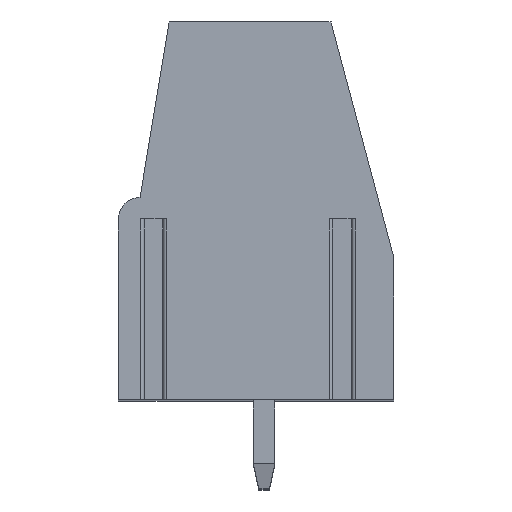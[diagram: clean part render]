
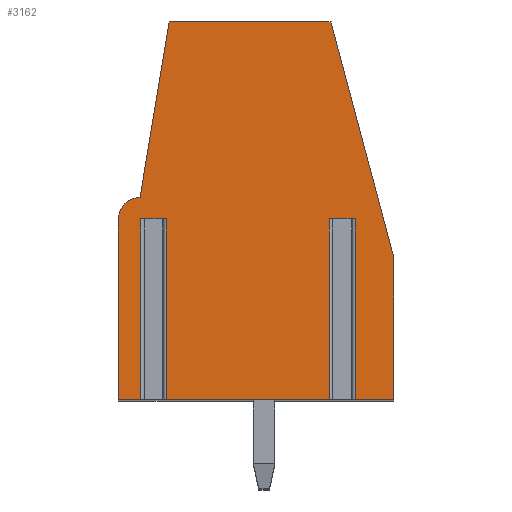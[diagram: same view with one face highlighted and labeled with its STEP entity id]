
A CAD part, top view. The second image highlights one B-rep face of the part: STEP entity #3162.
In plain terms, the highlighted planar face has unit normal (0, 0, 1).
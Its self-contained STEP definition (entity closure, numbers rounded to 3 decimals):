
#35=DIRECTION('',(1.,0.,0.));
#36=VECTOR('',#35,0.958);
#37=CARTESIAN_POINT('',(-3.979,1.095,26.25));
#38=LINE('',#37,#36);
#39=DIRECTION('',(0.,1.,0.));
#40=VECTOR('',#39,6.7);
#41=CARTESIAN_POINT('',(-3.979,-5.605,26.25));
#42=LINE('',#41,#40);
#43=DIRECTION('',(-1.,0.,0.));
#44=VECTOR('',#43,0.821);
#45=CARTESIAN_POINT('',(-3.979,-5.605,26.25));
#46=LINE('',#45,#44);
#47=DIRECTION('',(0.,1.,0.));
#48=VECTOR('',#47,6.7);
#49=CARTESIAN_POINT('',(-4.8,-5.605,26.25));
#50=LINE('',#49,#48);
#51=CARTESIAN_POINT('',(-4.,1.095,26.25));
#52=DIRECTION('',(0.,0.,-1.));
#53=DIRECTION('',(-1.,0.,0.));
#54=AXIS2_PLACEMENT_3D('',#51,#52,#53);
#56=DIRECTION('',(0.164,0.986,0.));
#57=VECTOR('',#56,6.589);
#58=CARTESIAN_POINT('',(-3.999,1.895,26.25));
#59=LINE('',#58,#57);
#60=DIRECTION('',(1.,0.,0.));
#61=VECTOR('',#60,6.);
#62=CARTESIAN_POINT('',(-2.92,8.395,26.25));
#63=LINE('',#62,#61);
#64=DIRECTION('',(0.258,-0.966,0.));
#65=VECTOR('',#64,9.004);
#66=CARTESIAN_POINT('',(3.08,8.395,26.25));
#67=LINE('',#66,#65);
#68=DIRECTION('',(0.,-1.,0.));
#69=VECTOR('',#68,5.3);
#70=CARTESIAN_POINT('',(5.4,-0.305,26.25));
#71=LINE('',#70,#69);
#72=DIRECTION('',(-1.,0.,0.));
#73=VECTOR('',#72,1.421);
#74=CARTESIAN_POINT('',(5.4,-5.605,26.25));
#75=LINE('',#74,#73);
#76=DIRECTION('',(0.,1.,0.));
#77=VECTOR('',#76,6.7);
#78=CARTESIAN_POINT('',(3.979,-5.605,26.25));
#79=LINE('',#78,#77);
#80=DIRECTION('',(1.,0.,0.));
#81=VECTOR('',#80,0.958);
#82=CARTESIAN_POINT('',(3.021,1.095,26.25));
#83=LINE('',#82,#81);
#84=DIRECTION('',(0.,1.,0.));
#85=VECTOR('',#84,6.7);
#86=CARTESIAN_POINT('',(3.021,-5.605,26.25));
#87=LINE('',#86,#85);
#88=DIRECTION('',(-1.,0.,0.));
#89=VECTOR('',#88,6.042);
#90=CARTESIAN_POINT('',(3.021,-5.605,26.25));
#91=LINE('',#90,#89);
#92=DIRECTION('',(0.,1.,0.));
#93=VECTOR('',#92,6.7);
#94=CARTESIAN_POINT('',(-3.021,-5.605,26.25));
#95=LINE('',#94,#93);
#2441=CARTESIAN_POINT('',(-3.999,1.895,26.25));
#2442=CARTESIAN_POINT('',(-2.92,8.395,26.25));
#2443=VERTEX_POINT('',#2441);
#2444=VERTEX_POINT('',#2442);
#2445=CARTESIAN_POINT('',(-4.8,1.095,26.25));
#2446=VERTEX_POINT('',#2445);
#2447=CARTESIAN_POINT('',(-4.8,-5.605,26.25));
#2448=VERTEX_POINT('',#2447);
#2449=CARTESIAN_POINT('',(5.4,-0.305,26.25));
#2450=CARTESIAN_POINT('',(5.4,-5.605,26.25));
#2451=VERTEX_POINT('',#2449);
#2452=VERTEX_POINT('',#2450);
#2453=CARTESIAN_POINT('',(3.08,8.395,26.25));
#2454=VERTEX_POINT('',#2453);
#2541=CARTESIAN_POINT('',(-3.979,1.095,26.25));
#2542=CARTESIAN_POINT('',(-3.021,1.095,26.25));
#2543=VERTEX_POINT('',#2541);
#2544=VERTEX_POINT('',#2542);
#2545=CARTESIAN_POINT('',(3.021,1.095,26.25));
#2546=CARTESIAN_POINT('',(3.979,1.095,26.25));
#2547=VERTEX_POINT('',#2545);
#2548=VERTEX_POINT('',#2546);
#2549=CARTESIAN_POINT('',(3.021,-5.605,26.25));
#2550=VERTEX_POINT('',#2549);
#2551=CARTESIAN_POINT('',(3.979,-5.605,26.25));
#2552=VERTEX_POINT('',#2551);
#2553=CARTESIAN_POINT('',(-3.979,-5.605,26.25));
#2554=VERTEX_POINT('',#2553);
#2555=CARTESIAN_POINT('',(-3.021,-5.605,26.25));
#2556=VERTEX_POINT('',#2555);
#3125=CARTESIAN_POINT('',(0.,0.,26.25));
#3126=DIRECTION('',(0.,0.,1.));
#3127=DIRECTION('',(1.,0.,0.));
#3128=AXIS2_PLACEMENT_3D('',#3125,#3126,#3127);
#3129=PLANE('',#3128);
#3131=ORIENTED_EDGE('',*,*,#3130,.F.);
#3133=ORIENTED_EDGE('',*,*,#3132,.F.);
#3135=ORIENTED_EDGE('',*,*,#3134,.T.);
#3137=ORIENTED_EDGE('',*,*,#3136,.T.);
#3139=ORIENTED_EDGE('',*,*,#3138,.T.);
#3141=ORIENTED_EDGE('',*,*,#3140,.T.);
#3143=ORIENTED_EDGE('',*,*,#3142,.T.);
#3145=ORIENTED_EDGE('',*,*,#3144,.T.);
#3147=ORIENTED_EDGE('',*,*,#3146,.T.);
#3149=ORIENTED_EDGE('',*,*,#3148,.T.);
#3151=ORIENTED_EDGE('',*,*,#3150,.T.);
#3153=ORIENTED_EDGE('',*,*,#3152,.F.);
#3155=ORIENTED_EDGE('',*,*,#3154,.F.);
#3157=ORIENTED_EDGE('',*,*,#3156,.T.);
#3159=ORIENTED_EDGE('',*,*,#3158,.T.);
#3160=EDGE_LOOP('',(#3131,#3133,#3135,#3137,#3139,#3141,#3143,#3145,#3147,#3149,
#3151,#3153,#3155,#3157,#3159));
#3161=FACE_OUTER_BOUND('',#3160,.F.);
#55=CIRCLE('',#54,0.8);
#3130=EDGE_CURVE('',#2543,#2544,#38,.T.);
#3132=EDGE_CURVE('',#2554,#2543,#42,.T.);
#3134=EDGE_CURVE('',#2554,#2448,#46,.T.);
#3136=EDGE_CURVE('',#2448,#2446,#50,.T.);
#3138=EDGE_CURVE('',#2446,#2443,#55,.T.);
#3140=EDGE_CURVE('',#2443,#2444,#59,.T.);
#3142=EDGE_CURVE('',#2444,#2454,#63,.T.);
#3144=EDGE_CURVE('',#2454,#2451,#67,.T.);
#3146=EDGE_CURVE('',#2451,#2452,#71,.T.);
#3148=EDGE_CURVE('',#2452,#2552,#75,.T.);
#3150=EDGE_CURVE('',#2552,#2548,#79,.T.);
#3152=EDGE_CURVE('',#2547,#2548,#83,.T.);
#3154=EDGE_CURVE('',#2550,#2547,#87,.T.);
#3156=EDGE_CURVE('',#2550,#2556,#91,.T.);
#3158=EDGE_CURVE('',#2556,#2544,#95,.T.);
#3162=ADVANCED_FACE('',(#3161),#3129,.T.);
